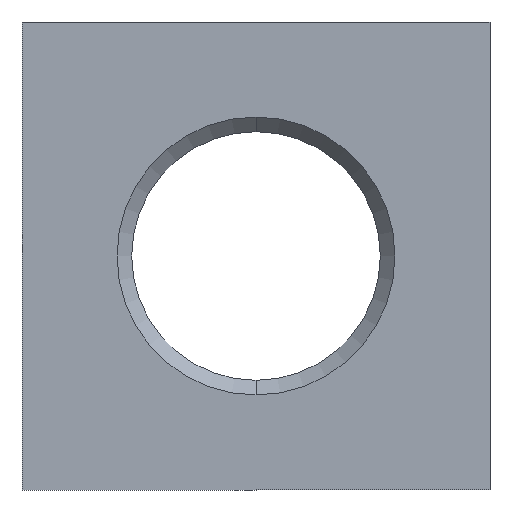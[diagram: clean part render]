
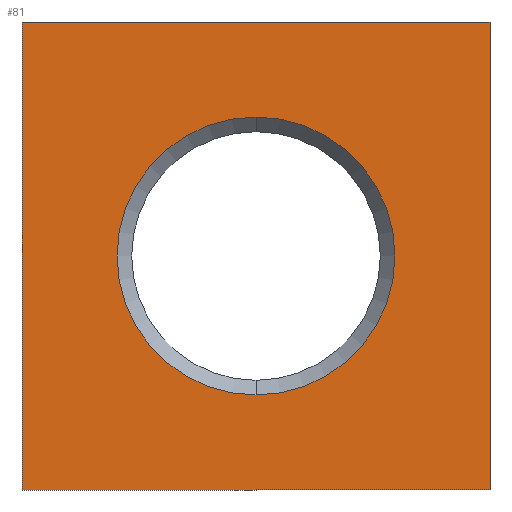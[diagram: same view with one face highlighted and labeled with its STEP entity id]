
A CAD part, front view. The second image highlights one B-rep face of the part: STEP entity #81.
In plain terms, the highlighted planar face has unit normal (0, -1, 0).
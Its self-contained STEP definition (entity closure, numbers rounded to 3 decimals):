
#7 = VERTEX_POINT ( 'NONE', #36 ) ;
#12 = EDGE_CURVE ( 'NONE', #7, #405, #309, .T. ) ;
#13 = DIRECTION ( 'NONE',  ( 0., 0., -1. ) ) ;
#16 = EDGE_CURVE ( 'NONE', #306, #76, #244, .T. ) ;
#17 = LINE ( 'NONE', #133, #170 ) ;
#21 = LINE ( 'NONE', #206, #88 ) ;
#36 = CARTESIAN_POINT ( 'NONE',  ( 0., -2.5, 4.75 ) ) ;
#47 = CARTESIAN_POINT ( 'NONE',  ( -8., -2.5, -8. ) ) ;
#52 = EDGE_CURVE ( 'NONE', #311, #211, #17, .T. ) ;
#60 = FACE_BOUND ( 'NONE', #274, .T. ) ;
#76 = VERTEX_POINT ( 'NONE', #360 ) ;
#80 = DIRECTION ( 'NONE',  ( 0., 1., 0. ) ) ;
#81 = ADVANCED_FACE ( 'NONE', ( #60, #304 ), #273, .F. ) ;
#88 = VECTOR ( 'NONE', #307, 1000. ) ;
#90 = ORIENTED_EDGE ( 'NONE', *, *, #106, .F. ) ;
#96 = CARTESIAN_POINT ( 'NONE',  ( 8., -2.5, -8. ) ) ;
#98 = EDGE_LOOP ( 'NONE', ( #266, #201, #288, #90 ) ) ;
#104 = ORIENTED_EDGE ( 'NONE', *, *, #12, .T. ) ;
#106 = EDGE_CURVE ( 'NONE', #76, #311, #285, .T. ) ;
#123 = DIRECTION ( 'NONE',  ( 1., 0., 0. ) ) ;
#133 = CARTESIAN_POINT ( 'NONE',  ( 8., -2.5, -8. ) ) ;
#149 = CARTESIAN_POINT ( 'NONE',  ( -8., -2.5, 8. ) ) ;
#152 = DIRECTION ( 'NONE',  ( 0., 0., 1. ) ) ;
#170 = VECTOR ( 'NONE', #13, 1000. ) ;
#171 = CARTESIAN_POINT ( 'NONE',  ( 0., -2.5, 0. ) ) ;
#172 = DIRECTION ( 'NONE',  ( 0., 0., 1. ) ) ;
#190 = VECTOR ( 'NONE', #152, 1000. ) ;
#201 = ORIENTED_EDGE ( 'NONE', *, *, #214, .F. ) ;
#206 = CARTESIAN_POINT ( 'NONE',  ( -8., -2.5, -8. ) ) ;
#211 = VERTEX_POINT ( 'NONE', #96 ) ;
#214 = EDGE_CURVE ( 'NONE', #211, #306, #21, .T. ) ;
#217 = CIRCLE ( 'NONE', #351, 4.75 ) ;
#233 = ORIENTED_EDGE ( 'NONE', *, *, #383, .T. ) ;
#244 = LINE ( 'NONE', #382, #190 ) ;
#265 = DIRECTION ( 'NONE',  ( 0., 0., 1. ) ) ;
#266 = ORIENTED_EDGE ( 'NONE', *, *, #16, .F. ) ;
#273 = PLANE ( 'NONE',  #290 ) ;
#274 = EDGE_LOOP ( 'NONE', ( #233, #104 ) ) ;
#285 = LINE ( 'NONE', #149, #395 ) ;
#288 = ORIENTED_EDGE ( 'NONE', *, *, #52, .F. ) ;
#290 = AXIS2_PLACEMENT_3D ( 'NONE', #171, #293, #314 ) ;
#293 = DIRECTION ( 'NONE',  ( 0., 1., 0. ) ) ;
#294 = CARTESIAN_POINT ( 'NONE',  ( 0., -2.5, 0. ) ) ;
#304 = FACE_OUTER_BOUND ( 'NONE', #98, .T. ) ;
#306 = VERTEX_POINT ( 'NONE', #47 ) ;
#307 = DIRECTION ( 'NONE',  ( -1., 0., 0. ) ) ;
#309 = CIRCLE ( 'NONE', #313, 4.75 ) ;
#311 = VERTEX_POINT ( 'NONE', #364 ) ;
#313 = AXIS2_PLACEMENT_3D ( 'NONE', #294, #344, #265 ) ;
#314 = DIRECTION ( 'NONE',  ( 0., 0., 1. ) ) ;
#344 = DIRECTION ( 'NONE',  ( 0., 1., 0. ) ) ;
#351 = AXIS2_PLACEMENT_3D ( 'NONE', #356, #80, #172 ) ;
#356 = CARTESIAN_POINT ( 'NONE',  ( 0., -2.5, 0. ) ) ;
#360 = CARTESIAN_POINT ( 'NONE',  ( -8., -2.5, 8. ) ) ;
#364 = CARTESIAN_POINT ( 'NONE',  ( 8., -2.5, 8. ) ) ;
#372 = CARTESIAN_POINT ( 'NONE',  ( 0., -2.5, -4.75 ) ) ;
#382 = CARTESIAN_POINT ( 'NONE',  ( -8., -2.5, -8. ) ) ;
#383 = EDGE_CURVE ( 'NONE', #405, #7, #217, .T. ) ;
#395 = VECTOR ( 'NONE', #123, 1000. ) ;
#405 = VERTEX_POINT ( 'NONE', #372 ) ;
